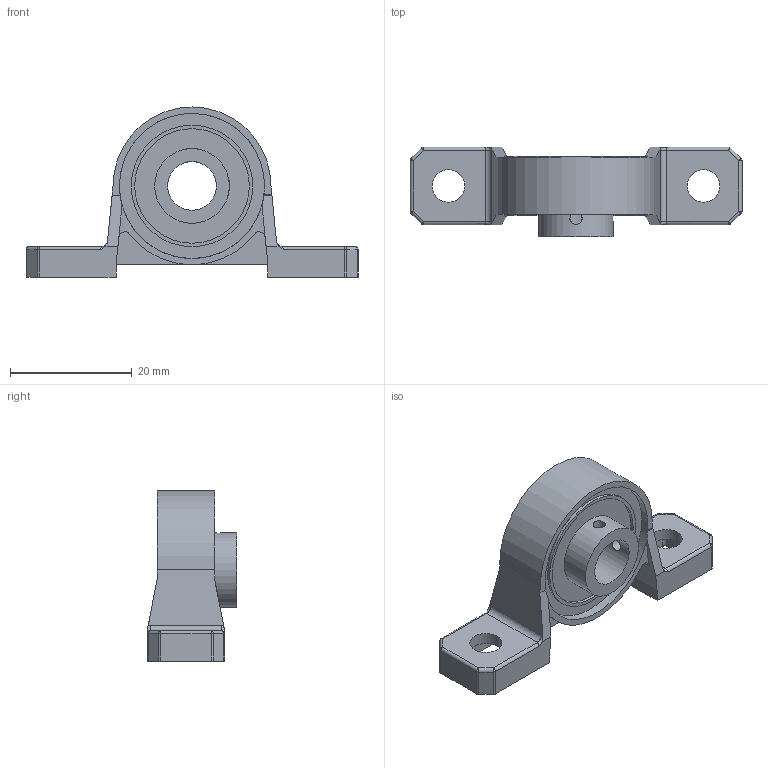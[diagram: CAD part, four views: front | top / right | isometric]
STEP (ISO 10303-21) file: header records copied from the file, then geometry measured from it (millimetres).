
FILE_DESCRIPTION(/* description */ (''),/* implementation_level */ '2;1');
FILE_NAME(/* name */ 'Bearing_Mount_8mm.stp',/* time_stamp */ '2019-05-09T14:59:06+02:00',/* author */ ('Nick Bronkhorst'),/* organization */ (''),/* preprocessor_version */ 'ST-DEVELOPER v17',/* originating_system */ 'Autodesk Inventor 2019',/* authorisation */ '');
FILE_SCHEMA (('AUTOMOTIVE_DESIGN { 1 0 10303 214 3 1 1 }'));
Length unit declared in the file: millimetre
Products named in the file (1): Bearing_Mount_8mm
Bounding box: 54.65 x 14.75 x 28 mm (x, y, z)
Volume: 5624.6 mm3; surface area: 4283 mm2
Topology: 1 solids, 1 shells, 115 faces, 293 edges, 186 vertices
Faces by surface type: cylinder 53, plane 51, sphere 7, bspline 4
Full cylindrical faces by diameter (mm): 2 x2, 5.35 x2, 8 x1, 12.3 x2, 18.868 x2, 20 x2, 23.9 x2
Entity records: 3810 total; most frequent: CARTESIAN_POINT 900, DIRECTION 606, ORIENTED_EDGE 586, EDGE_CURVE 293, AXIS2_PLACEMENT_3D 222, VERTEX_POINT 186, LINE 162, VECTOR 162
